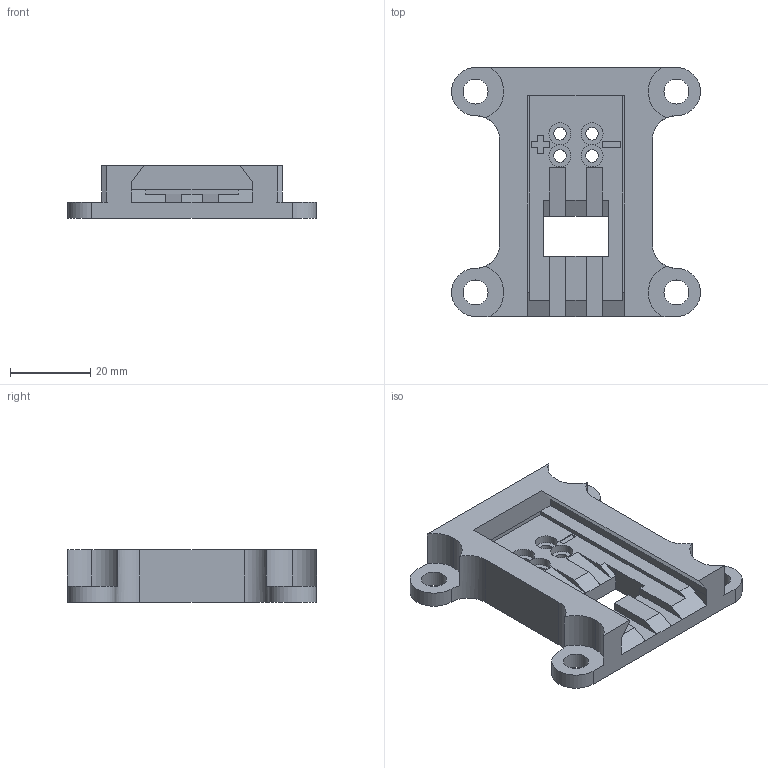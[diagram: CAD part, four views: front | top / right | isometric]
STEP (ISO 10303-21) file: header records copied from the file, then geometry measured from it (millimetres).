
FILE_DESCRIPTION(('FreeCAD Model'),'2;1');
FILE_NAME('Open CASCADE Shape Model','2023-10-16T23:03:26',(''),(''), 'Open CASCADE STEP processor 7.5','FreeCAD','Unknown');
FILE_SCHEMA(('AUTOMOTIVE_DESIGN { 1 0 10303 214 1 1 1 1 }'));
Length unit declared in the file: millimetre
Products named in the file (1): mandeye_holder
Bounding box: 62 x 62 x 13 mm (x, y, z)
Volume: 19778.1 mm3; surface area: 10588.9 mm2
Topology: 1 solids, 1 shells, 104 faces, 281 edges, 182 vertices
Faces by surface type: plane 76, cylinder 28
Full cylindrical faces by diameter (mm): 3.1 x4, 5.5 x4, 6.2 x4
Entity records: 6992 total; most frequent: CARTESIAN_POINT 1202, DIRECTION 1105, LINE 715, VECTOR 715, ORIENTED_EDGE 562, PCURVE 562, DEFINITIONAL_REPRESENTATION 562, EDGE_CURVE 281
